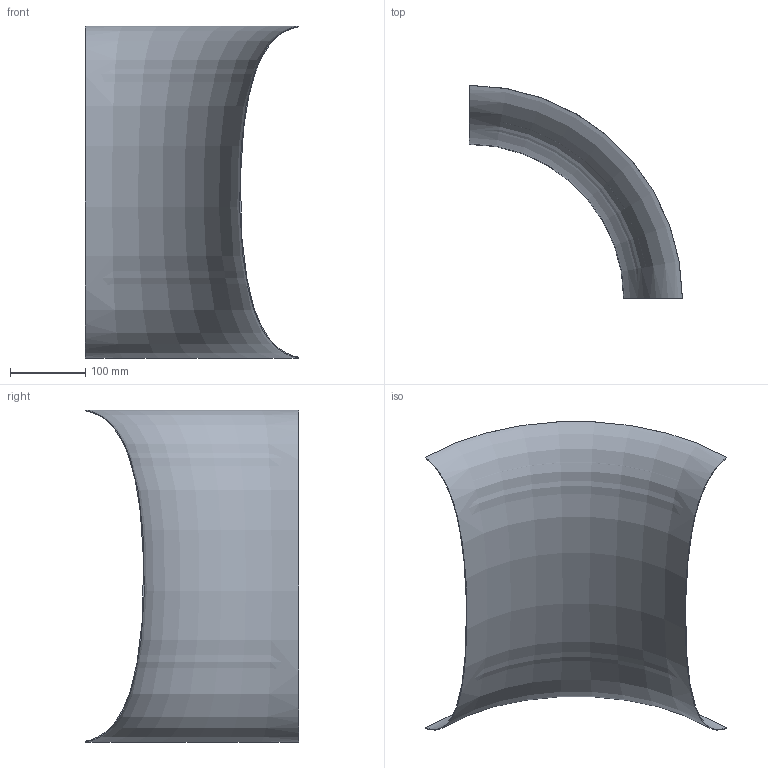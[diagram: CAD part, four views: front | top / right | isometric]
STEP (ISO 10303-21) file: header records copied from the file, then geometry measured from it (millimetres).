
FILE_DESCRIPTION(('Open CASCADE Model'),'2;1');
FILE_NAME('Open CASCADE Shape Model','2022-08-05T14:38:10',('Author'),( 'Open CASCADE'),'Open CASCADE STEP processor 7.5','Open CASCADE 7.5' ,'Unknown');
FILE_SCHEMA(('AUTOMOTIVE_DESIGN { 1 0 10303 214 1 1 1 1 }'));
Length unit declared in the file: millimetre
Products named in the file (5): CQ assembly; inboard_multiplier; inboard_multiplier_part; d8abaa5a-14c3-11ed-821e-b07b251d16fc; d8abaa5a-14c3-11ed-821e-b07b251d16fc_part
Assembly tree (4 placements, depth 4):
  CQ assembly
    inboard_multiplier
      inboard_multiplier_part
      d8abaa5a-14c3-11ed-821e-b07b251d16fc
        d8abaa5a-14c3-11ed-821e-b07b251d16fc_part
Bounding box: 282.2 x 282.2 x 439.84 mm (x, y, z)
Volume: 174701.1 mm3; surface area: 351279.5 mm2
Topology: 1 solids, 1 shells, 6 faces, 12 edges, 8 vertices
Faces by surface type: revolution 2, cone 2, plane 2
Entity records: 2403 total; most frequent: CARTESIAN_POINT 2067, DIRECTION 52, ORIENTED_EDGE 24, PCURVE 24, DEFINITIONAL_REPRESENTATION 24, LINE 24, VECTOR 24, AXIS2_PLACEMENT_3D 13
